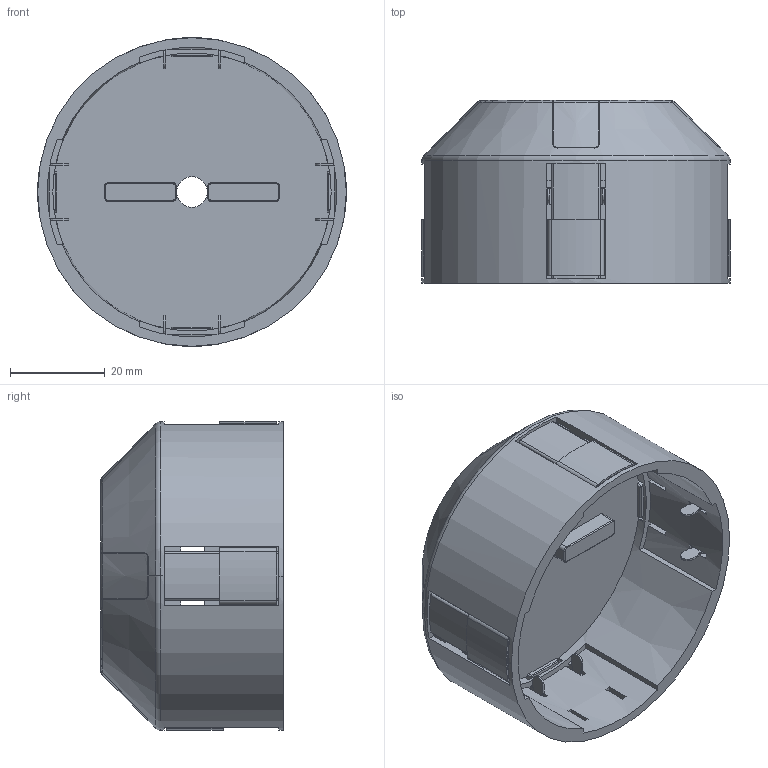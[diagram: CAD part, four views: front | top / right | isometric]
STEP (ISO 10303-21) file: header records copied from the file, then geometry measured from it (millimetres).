
FILE_DESCRIPTION((''),'2;1');
FILE_NAME('DM_CAD-6673_SW0001','2019-07-01T10:20:31',('creinig-se'),(''),'CREO PARAMETRIC BY PTC INC, 2018420','CREO PARAMETRIC BY PTC INC, 2018420','');
FILE_SCHEMA(('CONFIG_CONTROL_DESIGN','SHAPE_APPEARANCE_LAYERS_GROUPS'));
Length unit declared in the file: millimetre
Products named in the file (1): DM_CAD-6673_SW0001
Bounding box: 65 x 38.5 x 65 mm (x, y, z)
Volume: 47071.7 mm3; surface area: 25921.3 mm2
Topology: 5 solids, 5 shells, 557 faces, 1703 edges, 1118 vertices
Faces by surface type: plane 287, cylinder 186, cone 34, torus 30, revolution 20
Entity records: 24657 total; most frequent: CARTESIAN_POINT 5524, ORIENTED_EDGE 3400, DIRECTION 2949, EDGE_CURVE 1700, VERTEX_POINT 1112, AXIS2_PLACEMENT_3D 1036, VECTOR 857, LINE 857
